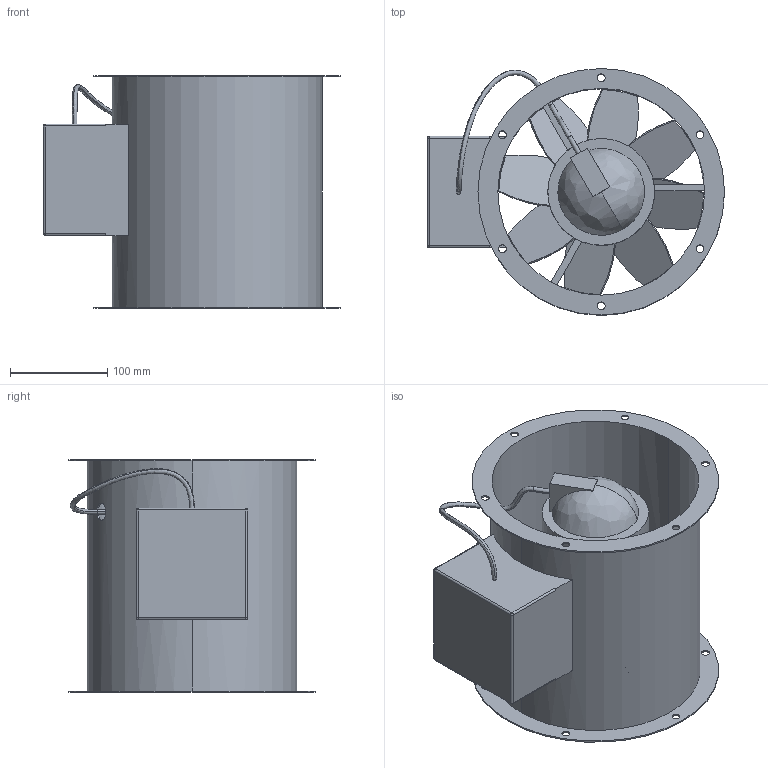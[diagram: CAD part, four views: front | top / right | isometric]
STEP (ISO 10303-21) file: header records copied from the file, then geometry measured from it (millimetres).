
FILE_DESCRIPTION (( 'STEP AP214' ), '1' );
FILE_NAME ('DZR 20 Ex.STEP', '2024-06-05T10:02:20', ( '' ), ( '' ), 'SwSTEP 2.0', 'SolidWorks 2021', '' );
FILE_SCHEMA (( 'AUTOMOTIVE_DESIGN' ));
Length unit declared in the file: millimetre
Products named in the file (1): DZR 20 Ex
Bounding box: 306 x 254 x 240 mm (x, y, z)
Volume: 2828564.3 mm3; surface area: 571917.7 mm2
Topology: 1 solids, 1 shells, 135 faces, 353 edges, 226 vertices
Faces by surface type: cylinder 61, plane 47, bspline 26, sphere 1
Entity records: 8167 total; most frequent: CARTESIAN_POINT 3521, ORIENTED_EDGE 698, DIRECTION 576, EDGE_CURVE 349, AXIS2_PLACEMENT_3D 231, VERTEX_POINT 226, EDGE_LOOP 179, UNCERTAINTY_MEASURE_WITH_UNIT 138
